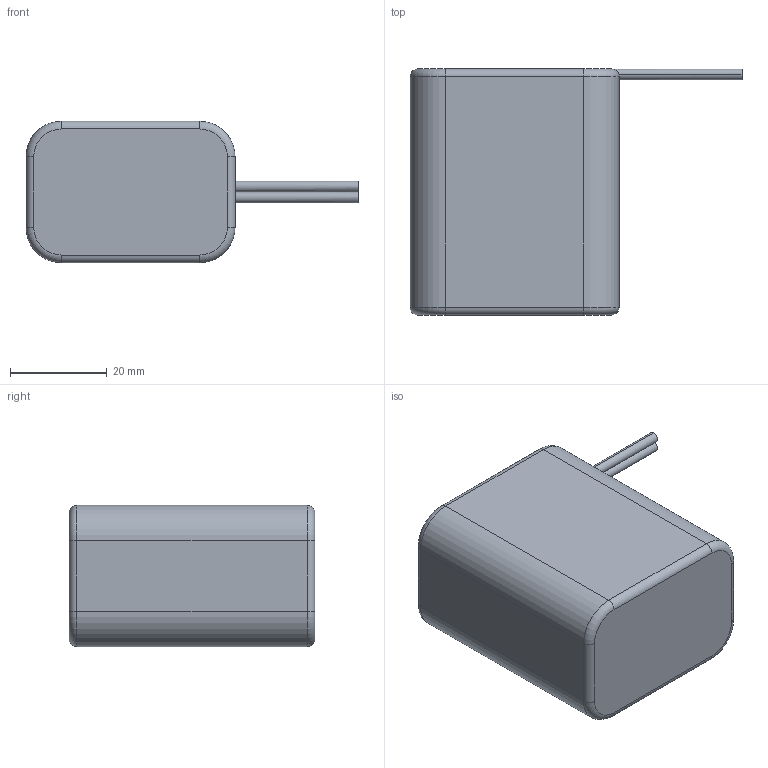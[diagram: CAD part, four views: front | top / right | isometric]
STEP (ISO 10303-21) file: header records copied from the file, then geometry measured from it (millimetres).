
FILE_DESCRIPTION (( 'STEP AP203' ), '1' );
FILE_NAME ('VEX-2000mAh-BATTERY.STEP', '2011-02-17T18:51:28', ( '' ), ( '' ), 'SwSTEP 2.0', 'SolidWorks 2010', '' );
FILE_SCHEMA (( 'CONFIG_CONTROL_DESIGN' ));
Length unit declared in the file: inch
Products named in the file (1): VEX-2000mAh-BATTERY
Bounding box: 68.58 x 50.8 x 29.21 mm (x, y, z)
Volume: 61803.7 mm3; surface area: 9322.3 mm2
Topology: 1 solids, 1 shells, 34 faces, 78 edges, 46 vertices
Faces by surface type: cylinder 18, plane 8, torus 8
Entity records: 1087 total; most frequent: CARTESIAN_POINT 227, DIRECTION 178, ORIENTED_EDGE 156, EDGE_CURVE 78, AXIS2_PLACEMENT_3D 73, VERTEX_POINT 46, CIRCLE 38, ADVANCED_FACE 34
